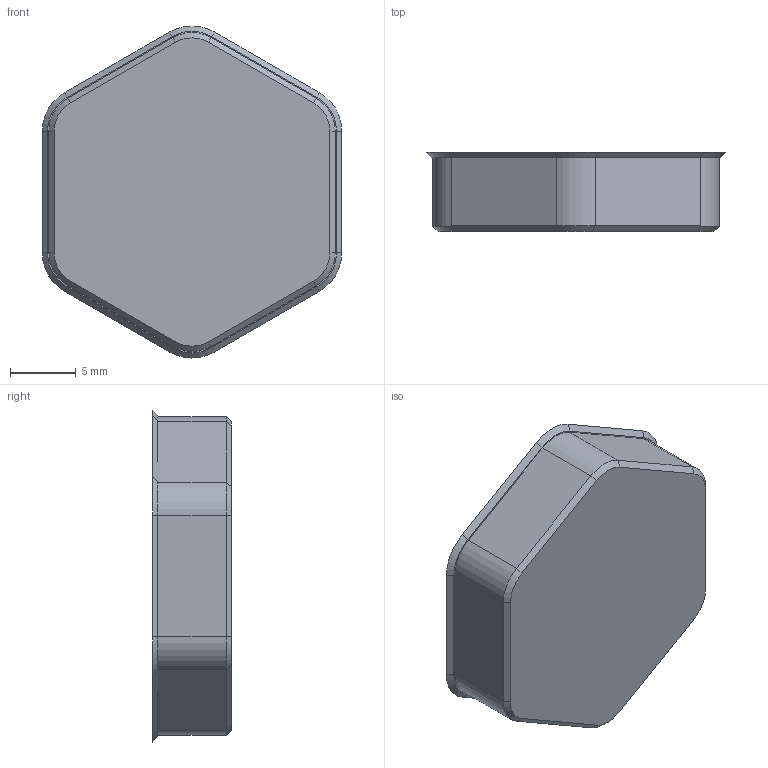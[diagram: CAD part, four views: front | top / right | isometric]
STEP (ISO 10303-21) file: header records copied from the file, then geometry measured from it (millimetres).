
FILE_DESCRIPTION (( 'STEP AP214' ), '1' );
FILE_NAME ('single_button_blank.STEP', '2023-05-26T16:55:13', ( '' ), ( '' ), 'SwSTEP 2.0', 'SolidWorks 2023', '' );
FILE_SCHEMA (( 'AUTOMOTIVE_DESIGN' ));
Length unit declared in the file: millimetre
Products named in the file (1): single_button_blank
Bounding box: 22.8 x 6 x 25.28 mm (x, y, z)
Volume: 561.5 mm3; surface area: 1677.6 mm2
Topology: 1 solids, 1 shells, 52 faces, 132 edges, 84 vertices
Faces by surface type: plane 28, cylinder 12, cone 12
Entity records: 1585 total; most frequent: DIRECTION 280, CARTESIAN_POINT 269, ORIENTED_EDGE 264, EDGE_CURVE 132, AXIS2_PLACEMENT_3D 95, VECTOR 90, LINE 90, VERTEX_POINT 84
